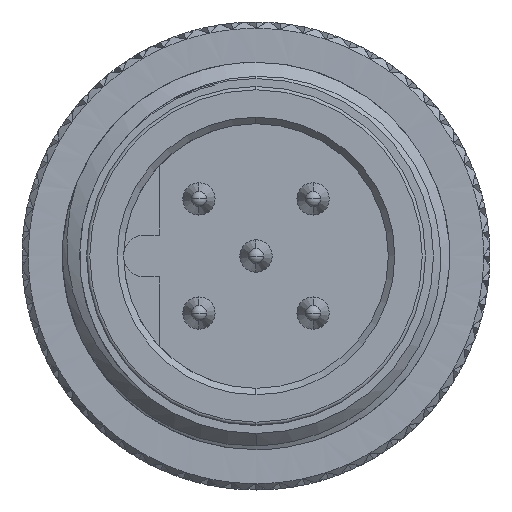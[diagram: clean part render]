
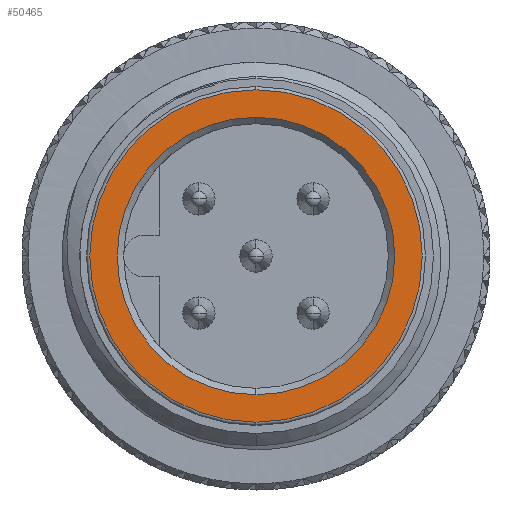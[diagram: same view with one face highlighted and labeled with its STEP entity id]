
A CAD part, left-side view. The second image highlights one B-rep face of the part: STEP entity #50465.
In plain terms, the highlighted planar face has unit normal (-1, 0, 0).
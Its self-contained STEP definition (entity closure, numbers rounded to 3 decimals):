
#938 = DIRECTION ( 'NONE',  ( 0., 0., -1. ) ) ;
#1458 = FACE_OUTER_BOUND ( 'NONE', #81426, .T. ) ;
#5130 = CARTESIAN_POINT ( 'NONE',  ( -9., 0., -4.3 ) ) ;
#7020 = AXIS2_PLACEMENT_3D ( 'NONE', #79794, #89376, #54771 ) ;
#9730 = CARTESIAN_POINT ( 'NONE',  ( -9., 0., 0. ) ) ;
#10514 = CARTESIAN_POINT ( 'NONE',  ( -9., 4.1, 0. ) ) ;
#11072 = CARTESIAN_POINT ( 'NONE',  ( -9., 0., -5.15 ) ) ;
#15870 = DIRECTION ( 'NONE',  ( 0., 0., -1. ) ) ;
#24824 = DIRECTION ( 'NONE',  ( 0., 0., -1. ) ) ;
#27070 = CIRCLE ( 'NONE', #69518, 5.15 ) ;
#30049 = VERTEX_POINT ( 'NONE', #5130 ) ;
#30229 = EDGE_CURVE ( 'NONE', #47387, #43586, #27070, .T. ) ;
#31514 = EDGE_LOOP ( 'NONE', ( #52741, #93222 ) ) ;
#43586 = VERTEX_POINT ( 'NONE', #11072 ) ;
#47347 = ORIENTED_EDGE ( 'NONE', *, *, #30229, .T. ) ;
#47387 = VERTEX_POINT ( 'NONE', #62981 ) ;
#47812 = VERTEX_POINT ( 'NONE', #77694 ) ;
#48967 = DIRECTION ( 'NONE',  ( 1., 0., 0. ) ) ;
#50465 = ADVANCED_FACE ( 'NONE', ( #65956, #1458 ), #89970, .F. ) ;
#52741 = ORIENTED_EDGE ( 'NONE', *, *, #90101, .T. ) ;
#54771 = DIRECTION ( 'NONE',  ( 0., 0., -1. ) ) ;
#55835 = CARTESIAN_POINT ( 'NONE',  ( -9., 0., 0. ) ) ;
#60373 = EDGE_CURVE ( 'NONE', #30049, #47812, #90783, .T. ) ;
#62981 = CARTESIAN_POINT ( 'NONE',  ( -9., 0., 5.15 ) ) ;
#65956 = FACE_BOUND ( 'NONE', #31514, .T. ) ;
#69518 = AXIS2_PLACEMENT_3D ( 'NONE', #75385, #97829, #24824 ) ;
#75263 = DIRECTION ( 'NONE',  ( 1., 0., 0. ) ) ;
#75294 = EDGE_CURVE ( 'NONE', #43586, #47387, #93848, .T. ) ;
#75385 = CARTESIAN_POINT ( 'NONE',  ( -9., 0., 0. ) ) ;
#77694 = CARTESIAN_POINT ( 'NONE',  ( -9., 0., 4.3 ) ) ;
#79794 = CARTESIAN_POINT ( 'NONE',  ( -9., 0., 0. ) ) ;
#80986 = ORIENTED_EDGE ( 'NONE', *, *, #75294, .T. ) ;
#81426 = EDGE_LOOP ( 'NONE', ( #80986, #47347 ) ) ;
#88871 = DIRECTION ( 'NONE',  ( 1., 0., 0. ) ) ;
#88906 = AXIS2_PLACEMENT_3D ( 'NONE', #9730, #75263, #100849 ) ;
#89376 = DIRECTION ( 'NONE',  ( -1., 0., 0. ) ) ;
#89970 = PLANE ( 'NONE',  #95640 ) ;
#90101 = EDGE_CURVE ( 'NONE', #47812, #30049, #100848, .T. ) ;
#90783 = CIRCLE ( 'NONE', #101014, 4.3 ) ;
#93222 = ORIENTED_EDGE ( 'NONE', *, *, #60373, .T. ) ;
#93848 = CIRCLE ( 'NONE', #7020, 5.15 ) ;
#95640 = AXIS2_PLACEMENT_3D ( 'NONE', #10514, #48967, #938 ) ;
#97829 = DIRECTION ( 'NONE',  ( -1., 0., 0. ) ) ;
#100848 = CIRCLE ( 'NONE', #88906, 4.3 ) ;
#100849 = DIRECTION ( 'NONE',  ( 0., 0., -1. ) ) ;
#101014 = AXIS2_PLACEMENT_3D ( 'NONE', #55835, #88871, #15870 ) ;
